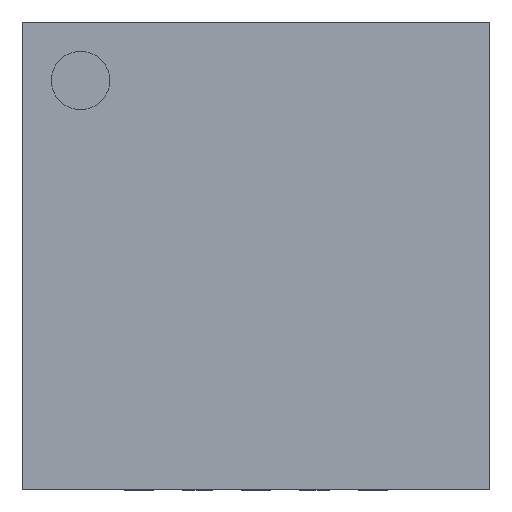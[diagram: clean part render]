
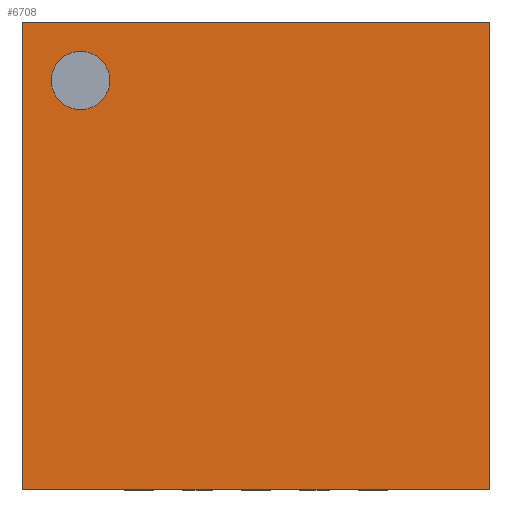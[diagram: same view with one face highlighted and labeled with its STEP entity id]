
A CAD part, top view. The second image highlights one B-rep face of the part: STEP entity #6708.
In plain terms, the highlighted planar face has unit normal (0, 0, 1).
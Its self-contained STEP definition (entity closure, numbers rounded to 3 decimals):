
#3596=CARTESIAN_POINT('',(-1.25,1.5,0.8));
#3597=VERTEX_POINT('',#3596);
#3606=CARTESIAN_POINT('',(-1.75,1.5,0.8));
#3607=VERTEX_POINT('',#3606);
#3608=CARTESIAN_POINT('',(-1.5,1.5,0.8));
#3609=DIRECTION('',(0.0,0.0,-1.0));
#3610=DIRECTION('',(1.0,0.0,0.0));
#3611=AXIS2_PLACEMENT_3D('',#3608,#3609,#3610);
#3612=CIRCLE('',#3611,0.25);
#3613=EDGE_CURVE('',#3607,#3597,#3612,.T.);
#6297=CARTESIAN_POINT('',(2.0,-2.0,0.8));
#6298=VERTEX_POINT('',#6297);
#6305=CARTESIAN_POINT('',(-2.0,-2.0,0.8));
#6306=VERTEX_POINT('',#6305);
#6307=CARTESIAN_POINT('',(2.0,-2.0,0.8));
#6308=DIRECTION('',(-1.0,0.0,0.0));
#6309=VECTOR('',#6308,4.0);
#6310=LINE('',#6307,#6309);
#6311=EDGE_CURVE('',#6298,#6306,#6310,.T.);
#6390=CARTESIAN_POINT('',(-2.0,2.0,0.8));
#6391=VERTEX_POINT('',#6390);
#6392=CARTESIAN_POINT('',(-2.0,-2.0,0.8));
#6393=DIRECTION('',(0.0,1.0,0.0));
#6394=VECTOR('',#6393,4.0);
#6395=LINE('',#6392,#6394);
#6396=EDGE_CURVE('',#6306,#6391,#6395,.T.);
#6447=CARTESIAN_POINT('',(2.0,2.0,0.8));
#6448=VERTEX_POINT('',#6447);
#6455=CARTESIAN_POINT('',(2.0,2.0,0.8));
#6456=DIRECTION('',(0.0,-1.0,0.0));
#6457=VECTOR('',#6456,4.0);
#6458=LINE('',#6455,#6457);
#6459=EDGE_CURVE('',#6448,#6298,#6458,.T.);
#6531=CARTESIAN_POINT('',(-2.0,2.0,0.8));
#6532=DIRECTION('',(1.0,0.0,0.0));
#6533=VECTOR('',#6532,4.0);
#6534=LINE('',#6531,#6533);
#6535=EDGE_CURVE('',#6391,#6448,#6534,.T.);
#6673=CARTESIAN_POINT('',(-1.5,1.5,0.8));
#6674=DIRECTION('',(0.0,0.0,-1.0));
#6675=DIRECTION('',(1.0,0.0,0.0));
#6676=AXIS2_PLACEMENT_3D('',#6673,#6674,#6675);
#6677=CIRCLE('',#6676,0.25);
#6678=EDGE_CURVE('',#3597,#3607,#6677,.T.);
#6693=CARTESIAN_POINT('',(0.0,0.,0.8));
#6694=DIRECTION('',(0.0,0.0,1.0));
#6695=DIRECTION('',(1.0,0.0,0.0));
#6696=AXIS2_PLACEMENT_3D('',#6693,#6694,#6695);
#6697=PLANE('',#6696);
#6698=ORIENTED_EDGE('',*,*,#6459,.F.);
#6699=ORIENTED_EDGE('',*,*,#6535,.F.);
#6700=ORIENTED_EDGE('',*,*,#6396,.F.);
#6701=ORIENTED_EDGE('',*,*,#6311,.F.);
#6702=EDGE_LOOP('',(#6698,#6699,#6700,#6701));
#6703=FACE_OUTER_BOUND('',#6702,.T.);
#6704=ORIENTED_EDGE('',*,*,#6678,.T.);
#6705=ORIENTED_EDGE('',*,*,#3613,.T.);
#6706=EDGE_LOOP('',(#6704,#6705));
#6707=FACE_BOUND('',#6706,.T.);
#6708=ADVANCED_FACE('',(#6703,#6707),#6697,.T.);
